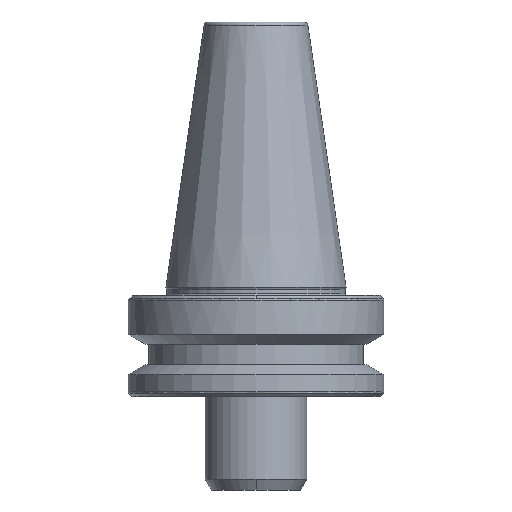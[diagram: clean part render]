
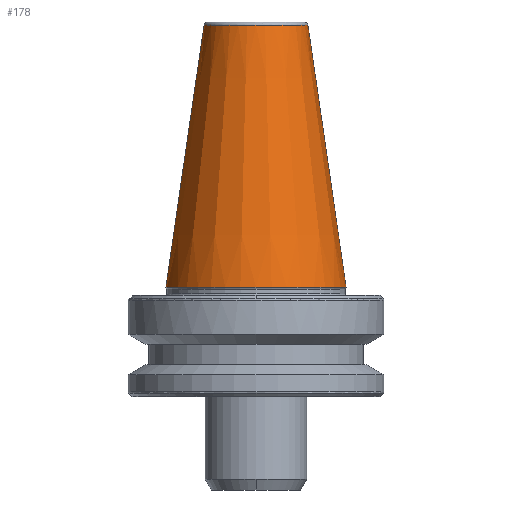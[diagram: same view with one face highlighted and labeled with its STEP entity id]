
A CAD part, front view. The second image highlights one B-rep face of the part: STEP entity #178.
In plain terms, the highlighted conical face has half-angle 8.297 degrees and reference radius 22.225 mm.
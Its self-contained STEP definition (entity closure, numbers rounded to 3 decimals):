
#55 = AXIS2_PLACEMENT_3D ( 'NONE', #1632, #693, #1781 ) ;
#76 = VECTOR ( 'NONE', #235, 1000. ) ;
#115 = CIRCLE ( 'NONE', #55, 12.812 ) ;
#150 = CARTESIAN_POINT ( 'NONE',  ( 12.812, 0., 64.544 ) ) ;
#178 = ADVANCED_FACE ( 'NONE', ( #1817 ), #946, .T. ) ;
#199 = VERTEX_POINT ( 'NONE', #702 ) ;
#235 = DIRECTION ( 'NONE',  ( -0.144, 0., -0.99 ) ) ;
#244 = LINE ( 'NONE', #1140, #1440 ) ;
#373 = AXIS2_PLACEMENT_3D ( 'NONE', #1575, #631, #1725 ) ;
#395 = CARTESIAN_POINT ( 'NONE',  ( -22.225, 0., 0. ) ) ;
#437 = VERTEX_POINT ( 'NONE', #150 ) ;
#610 = EDGE_LOOP ( 'NONE', ( #1685, #1350, #1533, #1878 ) ) ;
#631 = DIRECTION ( 'NONE',  ( 0., 0., 1. ) ) ;
#693 = DIRECTION ( 'NONE',  ( 0., 0., -1. ) ) ;
#702 = CARTESIAN_POINT ( 'NONE',  ( 22.225, 0., 0. ) ) ;
#787 = DIRECTION ( 'NONE',  ( 0.144, 0., -0.99 ) ) ;
#915 = CIRCLE ( 'NONE', #373, 22.225 ) ;
#946 = CONICAL_SURFACE ( 'NONE', #1186, 22.225, 0.145 ) ;
#1053 = DIRECTION ( 'NONE',  ( 0., 0., -1. ) ) ;
#1082 = CARTESIAN_POINT ( 'NONE',  ( -12.812, 0., 64.544 ) ) ;
#1122 = EDGE_CURVE ( 'NONE', #437, #1964, #115, .T. ) ;
#1140 = CARTESIAN_POINT ( 'NONE',  ( 22.225, 0., 0. ) ) ;
#1145 = EDGE_CURVE ( 'NONE', #1964, #1702, #1636, .T. ) ;
#1186 = AXIS2_PLACEMENT_3D ( 'NONE', #1676, #1053, #1985 ) ;
#1212 = CARTESIAN_POINT ( 'NONE',  ( -22.225, 0., 0. ) ) ;
#1350 = ORIENTED_EDGE ( 'NONE', *, *, #1122, .T. ) ;
#1356 = EDGE_CURVE ( 'NONE', #437, #199, #244, .T. ) ;
#1439 = EDGE_CURVE ( 'NONE', #1702, #199, #915, .T. ) ;
#1440 = VECTOR ( 'NONE', #787, 1000. ) ;
#1533 = ORIENTED_EDGE ( 'NONE', *, *, #1145, .T. ) ;
#1575 = CARTESIAN_POINT ( 'NONE',  ( 0., 0., 0. ) ) ;
#1632 = CARTESIAN_POINT ( 'NONE',  ( 0., 0., 64.544 ) ) ;
#1636 = LINE ( 'NONE', #395, #76 ) ;
#1676 = CARTESIAN_POINT ( 'NONE',  ( 0., 0., 0. ) ) ;
#1685 = ORIENTED_EDGE ( 'NONE', *, *, #1356, .F. ) ;
#1702 = VERTEX_POINT ( 'NONE', #1212 ) ;
#1725 = DIRECTION ( 'NONE',  ( -1., 0., 0. ) ) ;
#1781 = DIRECTION ( 'NONE',  ( -1., 0., 0. ) ) ;
#1817 = FACE_OUTER_BOUND ( 'NONE', #610, .T. ) ;
#1878 = ORIENTED_EDGE ( 'NONE', *, *, #1439, .T. ) ;
#1964 = VERTEX_POINT ( 'NONE', #1082 ) ;
#1985 = DIRECTION ( 'NONE',  ( -1., 0., 0. ) ) ;
